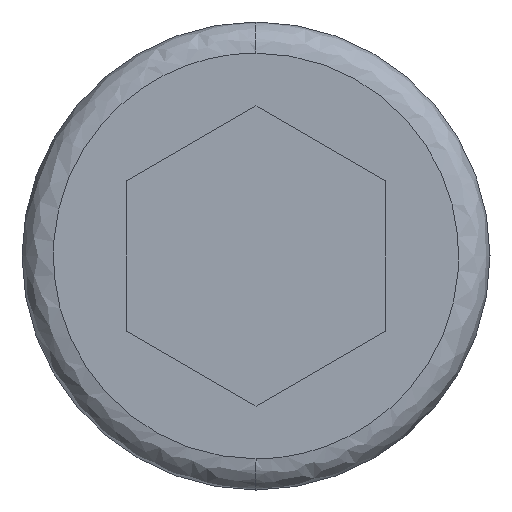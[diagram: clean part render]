
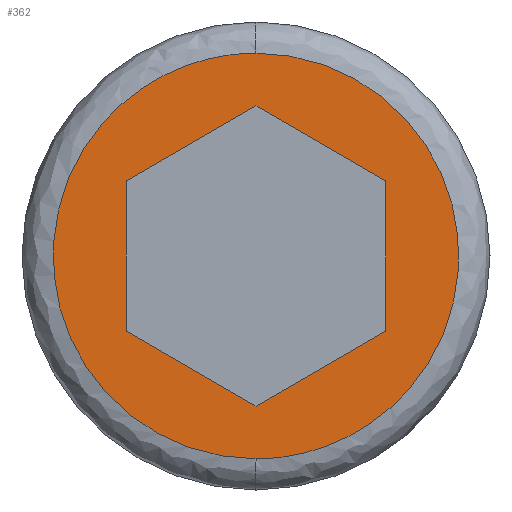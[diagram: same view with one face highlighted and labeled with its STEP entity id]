
A CAD part, left-side view. The second image highlights one B-rep face of the part: STEP entity #362.
In plain terms, the highlighted planar face has unit normal (-1, 0, 0).
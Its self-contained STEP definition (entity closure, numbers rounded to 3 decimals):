
#10 =( BOUNDED_CURVE ( )  B_SPLINE_CURVE ( 3, ( #449, #23, #230, #104 ),
 .UNSPECIFIED., .F., .F. ) 
 B_SPLINE_CURVE_WITH_KNOTS ( ( 4, 4 ),
 ( 0.25, 0.75 ),
 .UNSPECIFIED. ) 
 CURVE ( )  GEOMETRIC_REPRESENTATION_ITEM ( )  RATIONAL_B_SPLINE_CURVE ( ( 1., 0.333, 0.333, 1. ) ) 
 REPRESENTATION_ITEM ( '' )  );
#23 = CARTESIAN_POINT ( 'NONE',  ( -12., 15.6, -7.8 ) ) ;
#35 = CARTESIAN_POINT ( 'NONE',  ( -12., 0., 5.774 ) ) ;
#38 = EDGE_CURVE ( 'NONE', #126, #511, #142, .T. ) ;
#45 = VERTEX_POINT ( 'NONE', #294 ) ;
#53 = VECTOR ( 'NONE', #244, 1000. ) ;
#63 = VECTOR ( 'NONE', #543, 1000. ) ;
#86 = VERTEX_POINT ( 'NONE', #291 ) ;
#87 = DIRECTION ( 'NONE',  ( 0., 0., 1. ) ) ;
#89 = DIRECTION ( 'NONE',  ( 0., 0.866, -0.5 ) ) ;
#95 = CARTESIAN_POINT ( 'NONE',  ( -12., -5., -2.887 ) ) ;
#104 = CARTESIAN_POINT ( 'NONE',  ( -12., 0., 7.8 ) ) ;
#106 = CARTESIAN_POINT ( 'NONE',  ( -12., 5., -2.887 ) ) ;
#107 = ORIENTED_EDGE ( 'NONE', *, *, #251, .T. ) ;
#115 = CARTESIAN_POINT ( 'NONE',  ( -12., 5., 2.887 ) ) ;
#119 = ORIENTED_EDGE ( 'NONE', *, *, #508, .T. ) ;
#126 = VERTEX_POINT ( 'NONE', #95 ) ;
#130 = VECTOR ( 'NONE', #214, 1000. ) ;
#140 = CARTESIAN_POINT ( 'NONE',  ( -12., 0., -5.774 ) ) ;
#142 = LINE ( 'NONE', #476, #412 ) ;
#146 = EDGE_CURVE ( 'NONE', #182, #281, #258, .T. ) ;
#151 = AXIS2_PLACEMENT_3D ( 'NONE', #470, #527, #87 ) ;
#158 = EDGE_CURVE ( 'NONE', #511, #182, #270, .T. ) ;
#163 = ORIENTED_EDGE ( 'NONE', *, *, #311, .T. ) ;
#164 = EDGE_CURVE ( 'NONE', #86, #299, #10, .T. ) ;
#167 = VECTOR ( 'NONE', #192, 1000. ) ;
#179 = EDGE_LOOP ( 'NONE', ( #324, #506 ) ) ;
#182 = VERTEX_POINT ( 'NONE', #106 ) ;
#192 = DIRECTION ( 'NONE',  ( 0., 0.866, 0.5 ) ) ;
#201 = EDGE_CURVE ( 'NONE', #299, #86, #441, .T. ) ;
#214 = DIRECTION ( 'NONE',  ( 0., 0., 1. ) ) ;
#219 = DIRECTION ( 'NONE',  ( 0., 0., -1. ) ) ;
#230 = CARTESIAN_POINT ( 'NONE',  ( -12., 15.6, 7.8 ) ) ;
#239 = LINE ( 'NONE', #501, #63 ) ;
#244 = DIRECTION ( 'NONE',  ( 0., -0.866, 0.5 ) ) ;
#251 = EDGE_CURVE ( 'NONE', #414, #45, #239, .T. ) ;
#258 = LINE ( 'NONE', #353, #130 ) ;
#263 = ORIENTED_EDGE ( 'NONE', *, *, #146, .T. ) ;
#270 = LINE ( 'NONE', #390, #167 ) ;
#281 = VERTEX_POINT ( 'NONE', #115 ) ;
#283 = CARTESIAN_POINT ( 'NONE',  ( -12., 0., 7.8 ) ) ;
#291 = CARTESIAN_POINT ( 'NONE',  ( -12., 0., -7.8 ) ) ;
#294 = CARTESIAN_POINT ( 'NONE',  ( -12., -5., 2.887 ) ) ;
#299 = VERTEX_POINT ( 'NONE', #283 ) ;
#300 = ORIENTED_EDGE ( 'NONE', *, *, #38, .T. ) ;
#311 = EDGE_CURVE ( 'NONE', #281, #414, #553, .T. ) ;
#322 = CARTESIAN_POINT ( 'NONE',  ( -12., 0., 7.8 ) ) ;
#324 = ORIENTED_EDGE ( 'NONE', *, *, #164, .F. ) ;
#328 = VECTOR ( 'NONE', #219, 1000. ) ;
#353 = CARTESIAN_POINT ( 'NONE',  ( -12., 5., 0. ) ) ;
#362 = ADVANCED_FACE ( 'NONE', ( #382, #411 ), #480, .T. ) ;
#377 = ORIENTED_EDGE ( 'NONE', *, *, #158, .T. ) ;
#382 = FACE_BOUND ( 'NONE', #468, .T. ) ;
#390 = CARTESIAN_POINT ( 'NONE',  ( -12., 0., -5.774 ) ) ;
#403 = CARTESIAN_POINT ( 'NONE',  ( -12., -15.6, 7.8 ) ) ;
#411 = FACE_OUTER_BOUND ( 'NONE', #179, .T. ) ;
#412 = VECTOR ( 'NONE', #89, 1000. ) ;
#414 = VERTEX_POINT ( 'NONE', #35 ) ;
#425 = CARTESIAN_POINT ( 'NONE',  ( -12., 5., 2.887 ) ) ;
#438 = LINE ( 'NONE', #483, #328 ) ;
#441 =( BOUNDED_CURVE ( )  B_SPLINE_CURVE ( 3, ( #322, #403, #460, #550 ),
 .UNSPECIFIED., .F., .F. ) 
 B_SPLINE_CURVE_WITH_KNOTS ( ( 4, 4 ),
 ( 0.75, 1.25 ),
 .UNSPECIFIED. ) 
 CURVE ( )  GEOMETRIC_REPRESENTATION_ITEM ( )  RATIONAL_B_SPLINE_CURVE ( ( 1., 0.333, 0.333, 1. ) ) 
 REPRESENTATION_ITEM ( '' )  );
#449 = CARTESIAN_POINT ( 'NONE',  ( -12., 0., -7.8 ) ) ;
#460 = CARTESIAN_POINT ( 'NONE',  ( -12., -15.6, -7.8 ) ) ;
#468 = EDGE_LOOP ( 'NONE', ( #300, #377, #263, #163, #107, #119 ) ) ;
#470 = CARTESIAN_POINT ( 'NONE',  ( -12., 7.387, 0. ) ) ;
#476 = CARTESIAN_POINT ( 'NONE',  ( -12., -5., -2.887 ) ) ;
#480 = PLANE ( 'NONE',  #151 ) ;
#483 = CARTESIAN_POINT ( 'NONE',  ( -12., -5., 0. ) ) ;
#501 = CARTESIAN_POINT ( 'NONE',  ( -12., 0., 5.774 ) ) ;
#506 = ORIENTED_EDGE ( 'NONE', *, *, #201, .F. ) ;
#508 = EDGE_CURVE ( 'NONE', #45, #126, #438, .T. ) ;
#511 = VERTEX_POINT ( 'NONE', #140 ) ;
#527 = DIRECTION ( 'NONE',  ( -1., 0., 0. ) ) ;
#543 = DIRECTION ( 'NONE',  ( 0., -0.866, -0.5 ) ) ;
#550 = CARTESIAN_POINT ( 'NONE',  ( -12., 0., -7.8 ) ) ;
#553 = LINE ( 'NONE', #425, #53 ) ;
